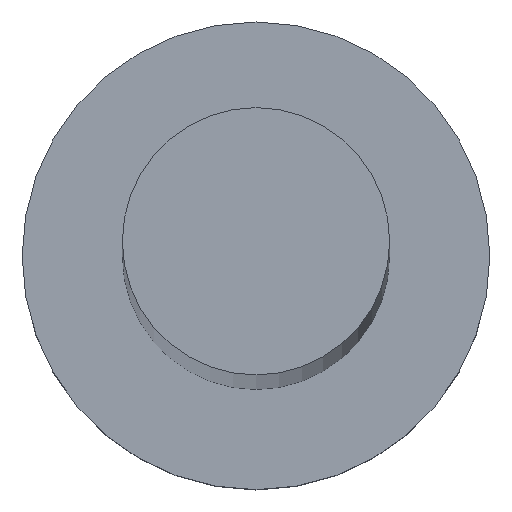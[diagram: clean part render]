
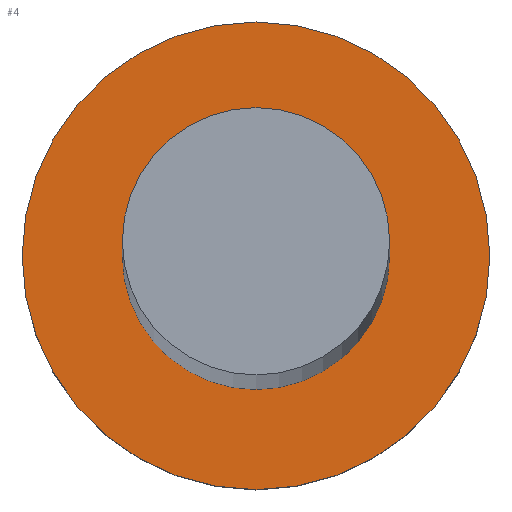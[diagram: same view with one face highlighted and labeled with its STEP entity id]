
A CAD part, top view. The second image highlights one B-rep face of the part: STEP entity #4.
In plain terms, the highlighted planar face has unit normal (0, 0, 1).
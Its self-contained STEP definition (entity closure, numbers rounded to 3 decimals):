
#4 = ADVANCED_FACE ( 'NONE', ( #7, #29 ), #242, .T. ) ;
#5 = EDGE_LOOP ( 'NONE', ( #185, #208 ) ) ;
#7 = FACE_BOUND ( 'NONE', #5, .T. ) ;
#8 = CARTESIAN_POINT ( 'NONE',  ( -7., 0., 5. ) ) ;
#10 = CARTESIAN_POINT ( 'NONE',  ( 0., 0., 5. ) ) ;
#14 = CARTESIAN_POINT ( 'NONE',  ( 4., 0., 5. ) ) ;
#23 = EDGE_LOOP ( 'NONE', ( #42, #119 ) ) ;
#29 = FACE_OUTER_BOUND ( 'NONE', #23, .T. ) ;
#42 = ORIENTED_EDGE ( 'NONE', *, *, #157, .T. ) ;
#50 = DIRECTION ( 'NONE',  ( 0., 0., 1. ) ) ;
#60 = CIRCLE ( 'NONE', #80, 4. ) ;
#63 = VERTEX_POINT ( 'NONE', #110 ) ;
#67 = EDGE_CURVE ( 'NONE', #164, #186, #60, .T. ) ;
#72 = CARTESIAN_POINT ( 'NONE',  ( -4., 0., 5. ) ) ;
#80 = AXIS2_PLACEMENT_3D ( 'NONE', #209, #50, #168 ) ;
#91 = DIRECTION ( 'NONE',  ( 0., 0., 1. ) ) ;
#99 = CARTESIAN_POINT ( 'NONE',  ( 0., 0., 5. ) ) ;
#107 = DIRECTION ( 'NONE',  ( 0., 0., 1. ) ) ;
#109 = DIRECTION ( 'NONE',  ( 0., 0., 1. ) ) ;
#110 = CARTESIAN_POINT ( 'NONE',  ( 7., 0., 5. ) ) ;
#118 = CARTESIAN_POINT ( 'NONE',  ( 0., 0., 5. ) ) ;
#119 = ORIENTED_EDGE ( 'NONE', *, *, #235, .T. ) ;
#124 = AXIS2_PLACEMENT_3D ( 'NONE', #150, #109, #175 ) ;
#150 = CARTESIAN_POINT ( 'NONE',  ( 0., 0., 5. ) ) ;
#151 = DIRECTION ( 'NONE',  ( 1., 0., 0. ) ) ;
#155 = DIRECTION ( 'NONE',  ( 0., 0., 1. ) ) ;
#157 = EDGE_CURVE ( 'NONE', #183, #63, #159, .T. ) ;
#159 = CIRCLE ( 'NONE', #196, 7. ) ;
#164 = VERTEX_POINT ( 'NONE', #14 ) ;
#168 = DIRECTION ( 'NONE',  ( 1., 0., 0. ) ) ;
#170 = DIRECTION ( 'NONE',  ( 1., 0., 0. ) ) ;
#175 = DIRECTION ( 'NONE',  ( 1., 0., 0. ) ) ;
#176 = AXIS2_PLACEMENT_3D ( 'NONE', #118, #107, #205 ) ;
#183 = VERTEX_POINT ( 'NONE', #8 ) ;
#184 = CIRCLE ( 'NONE', #124, 4. ) ;
#185 = ORIENTED_EDGE ( 'NONE', *, *, #200, .F. ) ;
#186 = VERTEX_POINT ( 'NONE', #72 ) ;
#194 = CIRCLE ( 'NONE', #254, 7. ) ;
#196 = AXIS2_PLACEMENT_3D ( 'NONE', #10, #91, #170 ) ;
#200 = EDGE_CURVE ( 'NONE', #186, #164, #184, .T. ) ;
#205 = DIRECTION ( 'NONE',  ( 1., 0., 0. ) ) ;
#208 = ORIENTED_EDGE ( 'NONE', *, *, #67, .F. ) ;
#209 = CARTESIAN_POINT ( 'NONE',  ( 0., 0., 5. ) ) ;
#235 = EDGE_CURVE ( 'NONE', #63, #183, #194, .T. ) ;
#242 = PLANE ( 'NONE',  #176 ) ;
#254 = AXIS2_PLACEMENT_3D ( 'NONE', #99, #155, #151 ) ;
